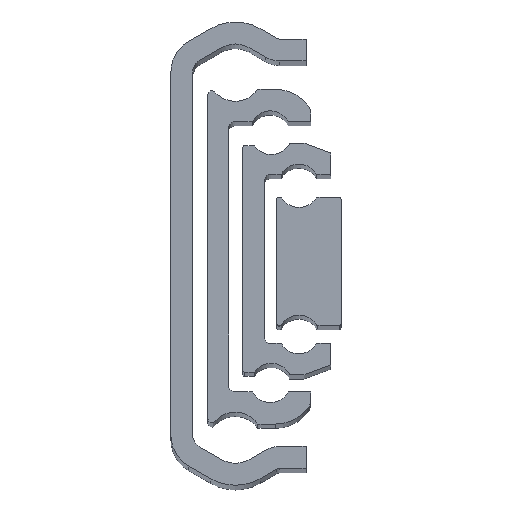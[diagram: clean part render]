
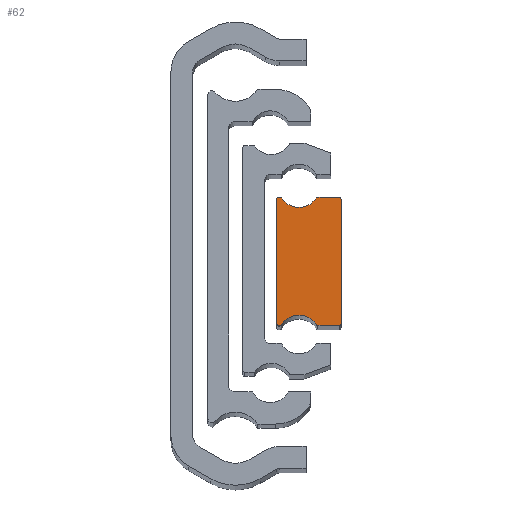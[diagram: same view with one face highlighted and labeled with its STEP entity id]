
A CAD part, top view. The second image highlights one B-rep face of the part: STEP entity #62.
In plain terms, the highlighted planar face has unit normal (0, 0, 1).
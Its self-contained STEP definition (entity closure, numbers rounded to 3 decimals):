
#62 = ADVANCED_FACE ( 'NONE', ( #2842 ), #603, .T. ) ;
#113 = CARTESIAN_POINT ( 'NONE',  ( 16.067, 9.361, 351.5 ) ) ;
#123 = CARTESIAN_POINT ( 'NONE',  ( 16.067, -9.361, 351.5 ) ) ;
#124 = CARTESIAN_POINT ( 'NONE',  ( 10.68, 9.5, 351.5 ) ) ;
#149 = CARTESIAN_POINT ( 'NONE',  ( 16.32, 9.5, 351.5 ) ) ;
#155 = CARTESIAN_POINT ( 'NONE',  ( 19.45, -9.5, 351.5 ) ) ;
#160 = CARTESIAN_POINT ( 'NONE',  ( 19.75, -9.2, 351.5 ) ) ;
#194 = ORIENTED_EDGE ( 'NONE', *, *, #2158, .T. ) ;
#206 = ORIENTED_EDGE ( 'NONE', *, *, #2221, .T. ) ;
#216 = ORIENTED_EDGE ( 'NONE', *, *, #2147, .T. ) ;
#224 = ORIENTED_EDGE ( 'NONE', *, *, #2175, .T. ) ;
#378 = ORIENTED_EDGE ( 'NONE', *, *, #2153, .T. ) ;
#382 = ORIENTED_EDGE ( 'NONE', *, *, #2236, .T. ) ;
#383 = ORIENTED_EDGE ( 'NONE', *, *, #2166, .T. ) ;
#385 = ORIENTED_EDGE ( 'NONE', *, *, #2140, .T. ) ;
#392 = ORIENTED_EDGE ( 'NONE', *, *, #2200, .T. ) ;
#393 = ORIENTED_EDGE ( 'NONE', *, *, #2146, .T. ) ;
#397 = ORIENTED_EDGE ( 'NONE', *, *, #2151, .T. ) ;
#419 = ORIENTED_EDGE ( 'NONE', *, *, #2204, .T. ) ;
#437 = ORIENTED_EDGE ( 'NONE', *, *, #2208, .T. ) ;
#443 = ORIENTED_EDGE ( 'NONE', *, *, #2219, .T. ) ;
#487 = ORIENTED_EDGE ( 'NONE', *, *, #2155, .T. ) ;
#488 = EDGE_LOOP ( 'NONE', ( #382, #216, #493, #224, #487, #383, #437, #393, #397, #206, #385, #378, #194, #443, #419, #392 ) ) ;
#493 = ORIENTED_EDGE ( 'NONE', *, *, #2120, .T. ) ;
#601 = DIRECTION ( 'NONE',  ( 0., 0., 1. ) ) ;
#603 = PLANE ( 'NONE',  #1250 ) ;
#606 = VERTEX_POINT ( 'NONE', #2547 ) ;
#609 = VERTEX_POINT ( 'NONE', #2560 ) ;
#617 = VERTEX_POINT ( 'NONE', #2460 ) ;
#672 = VERTEX_POINT ( 'NONE', #2417 ) ;
#674 = VERTEX_POINT ( 'NONE', #2568 ) ;
#685 = VERTEX_POINT ( 'NONE', #2383 ) ;
#754 = VERTEX_POINT ( 'NONE', #2400 ) ;
#767 = VERTEX_POINT ( 'NONE', #2405 ) ;
#773 = VERTEX_POINT ( 'NONE', #2582 ) ;
#791 = VERTEX_POINT ( 'NONE', #2571 ) ;
#872 = VERTEX_POINT ( 'NONE', #155 ) ;
#875 = VERTEX_POINT ( 'NONE', #149 ) ;
#888 = VERTEX_POINT ( 'NONE', #113 ) ;
#893 = VERTEX_POINT ( 'NONE', #123 ) ;
#895 = VERTEX_POINT ( 'NONE', #160 ) ;
#897 = VERTEX_POINT ( 'NONE', #124 ) ;
#917 = CARTESIAN_POINT ( 'NONE',  ( 19.45, 9.2, 351.5 ) ) ;
#1250 = AXIS2_PLACEMENT_3D ( 'NONE', #917, #601, #2452 ) ;
#1318 = AXIS2_PLACEMENT_3D ( 'NONE', #1644, #1646, #1647 ) ;
#1329 = AXIS2_PLACEMENT_3D ( 'NONE', #1689, #1697, #1698 ) ;
#1330 = AXIS2_PLACEMENT_3D ( 'NONE', #1716, #1724, #1725 ) ;
#1331 = AXIS2_PLACEMENT_3D ( 'NONE', #1729, #1731, #1732 ) ;
#1335 = AXIS2_PLACEMENT_3D ( 'NONE', #1742, #1744, #1745 ) ;
#1337 = AXIS2_PLACEMENT_3D ( 'NONE', #1726, #1735, #1736 ) ;
#1345 = AXIS2_PLACEMENT_3D ( 'NONE', #1783, #1785, #1786 ) ;
#1354 = AXIS2_PLACEMENT_3D ( 'NONE', #1854, #1856, #1857 ) ;
#1361 = AXIS2_PLACEMENT_3D ( 'NONE', #1866, #1867, #1868 ) ;
#1374 = AXIS2_PLACEMENT_3D ( 'NONE', #1935, #1936, #1937 ) ;
#1644 = CARTESIAN_POINT ( 'NONE',  ( 16.32, 9.2, 351.5 ) ) ;
#1646 = DIRECTION ( 'NONE',  ( 0., 0., 1. ) ) ;
#1647 = DIRECTION ( 'NONE',  ( 1., 0., 0. ) ) ;
#1689 = CARTESIAN_POINT ( 'NONE',  ( 10.68, -9.2, 351.5 ) ) ;
#1697 = DIRECTION ( 'NONE',  ( 0., 0., 1. ) ) ;
#1698 = DIRECTION ( 'NONE',  ( 1., 0., 0. ) ) ;
#1711 = CARTESIAN_POINT ( 'NONE',  ( 10.25, 9.3, 351.5 ) ) ;
#1712 = DIRECTION ( 'NONE',  ( 0., -1., 0. ) ) ;
#1714 = CARTESIAN_POINT ( 'NONE',  ( 19.45, 9.5, 351.5 ) ) ;
#1715 = DIRECTION ( 'NONE',  ( -1., 0., 0. ) ) ;
#1716 = CARTESIAN_POINT ( 'NONE',  ( 10.45, -9.3, 351.5 ) ) ;
#1724 = DIRECTION ( 'NONE',  ( 0., 0., 1. ) ) ;
#1725 = DIRECTION ( 'NONE',  ( 1., 0., 0. ) ) ;
#1726 = CARTESIAN_POINT ( 'NONE',  ( 10.68, 9.2, 351.5 ) ) ;
#1729 = CARTESIAN_POINT ( 'NONE',  ( 13.5, -10.99, 351.5 ) ) ;
#1731 = DIRECTION ( 'NONE',  ( 0., 0., -1. ) ) ;
#1732 = DIRECTION ( 'NONE',  ( 1., 0., 0. ) ) ;
#1735 = DIRECTION ( 'NONE',  ( 0., 0., 1. ) ) ;
#1736 = DIRECTION ( 'NONE',  ( 1., 0., 0. ) ) ;
#1742 = CARTESIAN_POINT ( 'NONE',  ( 16.32, -9.2, 351.5 ) ) ;
#1744 = DIRECTION ( 'NONE',  ( 0., 0., 1. ) ) ;
#1745 = DIRECTION ( 'NONE',  ( 1., 0., 0. ) ) ;
#1763 = CARTESIAN_POINT ( 'NONE',  ( 10.68, 9.5, 351.5 ) ) ;
#1764 = DIRECTION ( 'NONE',  ( -1., 0., 0. ) ) ;
#1783 = CARTESIAN_POINT ( 'NONE',  ( 13.5, 10.99, 351.5 ) ) ;
#1785 = DIRECTION ( 'NONE',  ( 0., 0., -1. ) ) ;
#1786 = DIRECTION ( 'NONE',  ( 1., 0., 0. ) ) ;
#1834 = CARTESIAN_POINT ( 'NONE',  ( 19.75, -9.2, 351.5 ) ) ;
#1846 = DIRECTION ( 'NONE',  ( 0., 1., 0. ) ) ;
#1854 = CARTESIAN_POINT ( 'NONE',  ( 19.45, -9.2, 351.5 ) ) ;
#1856 = DIRECTION ( 'NONE',  ( 0., 0., 1. ) ) ;
#1857 = DIRECTION ( 'NONE',  ( 1., 0., 0. ) ) ;
#1866 = CARTESIAN_POINT ( 'NONE',  ( 10.45, 9.3, 351.5 ) ) ;
#1867 = DIRECTION ( 'NONE',  ( 0., 0., 1. ) ) ;
#1868 = DIRECTION ( 'NONE',  ( 1., 0., 0. ) ) ;
#1894 = CARTESIAN_POINT ( 'NONE',  ( 16.32, -9.5, 351.5 ) ) ;
#1895 = DIRECTION ( 'NONE',  ( 1., 0., 0. ) ) ;
#1898 = CARTESIAN_POINT ( 'NONE',  ( 10.45, -9.5, 351.5 ) ) ;
#1899 = DIRECTION ( 'NONE',  ( 1., 0., 0. ) ) ;
#1935 = CARTESIAN_POINT ( 'NONE',  ( 19.45, 9.2, 351.5 ) ) ;
#1936 = DIRECTION ( 'NONE',  ( 0., 0., 1. ) ) ;
#1937 = DIRECTION ( 'NONE',  ( 1., 0., 0. ) ) ;
#2120 = EDGE_CURVE ( 'NONE', #875, #888, #3028, .T. ) ;
#2140 = EDGE_CURVE ( 'NONE', #617, #609, #3059, .T. ) ;
#2146 = EDGE_CURVE ( 'NONE', #685, #672, #3060, .T. ) ;
#2147 = EDGE_CURVE ( 'NONE', #754, #875, #3058, .T. ) ;
#2151 = EDGE_CURVE ( 'NONE', #672, #767, #3074, .T. ) ;
#2153 = EDGE_CURVE ( 'NONE', #609, #893, #3076, .T. ) ;
#2155 = EDGE_CURVE ( 'NONE', #773, #897, #3079, .T. ) ;
#2158 = EDGE_CURVE ( 'NONE', #893, #791, #3083, .T. ) ;
#2166 = EDGE_CURVE ( 'NONE', #897, #606, #3082, .T. ) ;
#2175 = EDGE_CURVE ( 'NONE', #888, #773, #3111, .T. ) ;
#2200 = EDGE_CURVE ( 'NONE', #895, #674, #3144, .T. ) ;
#2204 = EDGE_CURVE ( 'NONE', #872, #895, #3154, .T. ) ;
#2208 = EDGE_CURVE ( 'NONE', #606, #685, #3160, .T. ) ;
#2219 = EDGE_CURVE ( 'NONE', #791, #872, #3175, .T. ) ;
#2221 = EDGE_CURVE ( 'NONE', #767, #617, #3179, .T. ) ;
#2236 = EDGE_CURVE ( 'NONE', #674, #754, #3204, .T. ) ;
#2383 = CARTESIAN_POINT ( 'NONE',  ( 10.25, 9.3, 351.5 ) ) ;
#2400 = CARTESIAN_POINT ( 'NONE',  ( 19.45, 9.5, 351.5 ) ) ;
#2405 = CARTESIAN_POINT ( 'NONE',  ( 10.45, -9.5, 351.5 ) ) ;
#2417 = CARTESIAN_POINT ( 'NONE',  ( 10.25, -9.3, 351.5 ) ) ;
#2452 = DIRECTION ( 'NONE',  ( 1., 0., 0. ) ) ;
#2460 = CARTESIAN_POINT ( 'NONE',  ( 10.68, -9.5, 351.5 ) ) ;
#2547 = CARTESIAN_POINT ( 'NONE',  ( 10.45, 9.5, 351.5 ) ) ;
#2560 = CARTESIAN_POINT ( 'NONE',  ( 10.933, -9.361, 351.5 ) ) ;
#2568 = CARTESIAN_POINT ( 'NONE',  ( 19.75, 9.2, 351.5 ) ) ;
#2571 = CARTESIAN_POINT ( 'NONE',  ( 16.32, -9.5, 351.5 ) ) ;
#2582 = CARTESIAN_POINT ( 'NONE',  ( 10.933, 9.361, 351.5 ) ) ;
#2842 = FACE_OUTER_BOUND ( 'NONE', #488, .T. ) ;
#3028 = CIRCLE ( 'NONE', #1318, 0.3 ) ;
#3058 = LINE ( 'NONE', #1714, #3069 ) ;
#3059 = CIRCLE ( 'NONE', #1329, 0.3 ) ;
#3060 = LINE ( 'NONE', #1711, #3066 ) ;
#3066 = VECTOR ( 'NONE', #1712, 1000. ) ;
#3069 = VECTOR ( 'NONE', #1715, 1000. ) ;
#3074 = CIRCLE ( 'NONE', #1330, 0.2 ) ;
#3076 = CIRCLE ( 'NONE', #1331, 3.04 ) ;
#3079 = CIRCLE ( 'NONE', #1337, 0.3 ) ;
#3082 = LINE ( 'NONE', #1763, #3092 ) ;
#3083 = CIRCLE ( 'NONE', #1335, 0.3 ) ;
#3092 = VECTOR ( 'NONE', #1764, 1000. ) ;
#3111 = CIRCLE ( 'NONE', #1345, 3.04 ) ;
#3144 = LINE ( 'NONE', #1834, #3148 ) ;
#3148 = VECTOR ( 'NONE', #1846, 1000. ) ;
#3154 = CIRCLE ( 'NONE', #1354, 0.3 ) ;
#3160 = CIRCLE ( 'NONE', #1361, 0.2 ) ;
#3175 = LINE ( 'NONE', #1894, #3176 ) ;
#3176 = VECTOR ( 'NONE', #1895, 1000. ) ;
#3179 = LINE ( 'NONE', #1898, #3180 ) ;
#3180 = VECTOR ( 'NONE', #1899, 1000. ) ;
#3204 = CIRCLE ( 'NONE', #1374, 0.3 ) ;
